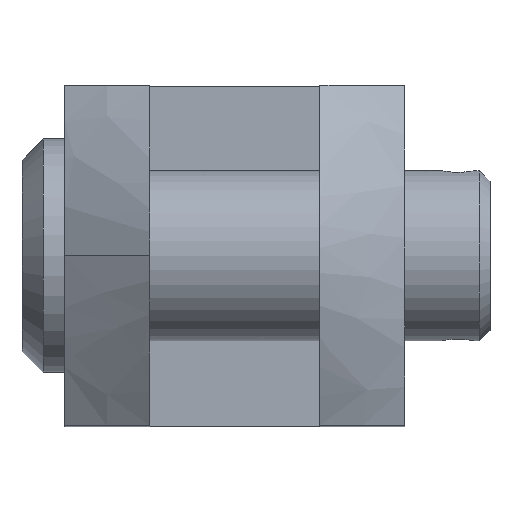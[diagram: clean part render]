
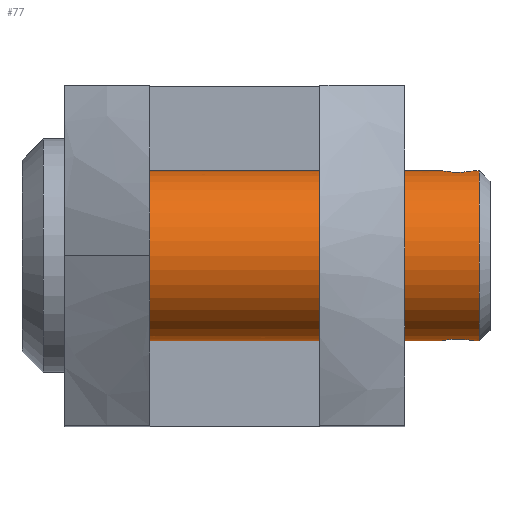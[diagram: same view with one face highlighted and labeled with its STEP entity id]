
A CAD part, top view. The second image highlights one B-rep face of the part: STEP entity #77.
In plain terms, the highlighted cylindrical face has radius 8 mm (diameter 16 mm), a partial arc.
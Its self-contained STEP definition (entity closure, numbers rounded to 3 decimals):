
#10 = CARTESIAN_POINT ( 'NONE',  ( 60.333, 54.723, 66.925 ) ) ;
#12 = CARTESIAN_POINT ( 'NONE',  ( 58.382, 70.581, 65.526 ) ) ;
#18 = CARTESIAN_POINT ( 'NONE',  ( 59.432, 70.445, 66.895 ) ) ;
#22 = CARTESIAN_POINT ( 'NONE',  ( 59.831, 70.43, 66.974 ) ) ;
#24 = CARTESIAN_POINT ( 'NONE',  ( 59.243, 54.703, 66.817 ) ) ;
#55 = DIRECTION ( 'NONE',  ( 0., 1., 0. ) ) ;
#62 = CARTESIAN_POINT ( 'NONE',  ( 18.932, 70.581, 65.424 ) ) ;
#76 = DIRECTION ( 'NONE',  ( -1., 0., 0. ) ) ;
#77 = ADVANCED_FACE ( 'NONE', ( #340 ), #1455, .T. ) ;
#105 = LINE ( 'NONE', #1473, #1888 ) ;
#129 = CARTESIAN_POINT ( 'NONE',  ( 61.482, 70.581, 65.527 ) ) ;
#135 = B_SPLINE_CURVE_WITH_KNOTS ( 'NONE', 3,
 ( #902, #129, #1855, #1091, #476, #309, #1567, #624, #158, #959, #1863, #951, #485, #22, #1561, #1094, #18, #468, #1550, #633, #947, #146, #1706, #490, #1402, #641, #12, #1722 ),
 .UNSPECIFIED., .F., .F.,
 ( 4, 2, 2, 2, 2, 2, 2, 2, 2, 2, 2, 2, 2, 4 ),
 ( 0., 0., 0.001, 0.001, 0.001, 0.002, 0.002, 0.003, 0.003, 0.004, 0.004, 0.004, 0.005, 0.005 ),
 .UNSPECIFIED. ) ;
#146 = CARTESIAN_POINT ( 'NONE',  ( 58.587, 70.544, 66.203 ) ) ;
#158 = CARTESIAN_POINT ( 'NONE',  ( 61.099, 70.516, 66.449 ) ) ;
#171 = CARTESIAN_POINT ( 'NONE',  ( 60.708, 54.695, 66.77 ) ) ;
#226 = DIRECTION ( 'NONE',  ( 0., 1., 0. ) ) ;
#268 = ORIENTED_EDGE ( 'NONE', *, *, #1404, .F. ) ;
#288 = ORIENTED_EDGE ( 'NONE', *, *, #1433, .T. ) ;
#307 = CARTESIAN_POINT ( 'NONE',  ( 59.726, 54.733, 66.974 ) ) ;
#309 = CARTESIAN_POINT ( 'NONE',  ( 61.324, 70.552, 66.113 ) ) ;
#322 = CARTESIAN_POINT ( 'NONE',  ( 61.17, 54.637, 66.379 ) ) ;
#340 = FACE_OUTER_BOUND ( 'NONE', #1582, .T. ) ;
#342 = VECTOR ( 'NONE', #1924, 1000. ) ;
#381 = CARTESIAN_POINT ( 'NONE',  ( 22.932, 62.581, 65.424 ) ) ;
#383 = EDGE_CURVE ( 'NONE', #1857, #594, #940, .T. ) ;
#390 = DIRECTION ( 'NONE',  ( -1., 0., 0. ) ) ;
#394 = VERTEX_POINT ( 'NONE', #1250 ) ;
#430 = CARTESIAN_POINT ( 'NONE',  ( 58.382, 54.581, 65.424 ) ) ;
#448 = AXIS2_PLACEMENT_3D ( 'NONE', #381, #1021, #226 ) ;
#464 = CARTESIAN_POINT ( 'NONE',  ( 61.932, 70.581, 65.424 ) ) ;
#468 = CARTESIAN_POINT ( 'NONE',  ( 59.15, 70.466, 66.778 ) ) ;
#472 = ORIENTED_EDGE ( 'NONE', *, *, #1394, .T. ) ;
#474 = CARTESIAN_POINT ( 'NONE',  ( 59.525, 54.725, 66.934 ) ) ;
#476 = CARTESIAN_POINT ( 'NONE',  ( 61.402, 70.566, 65.925 ) ) ;
#485 = CARTESIAN_POINT ( 'NONE',  ( 60.135, 70.43, 66.974 ) ) ;
#487 = DIRECTION ( 'NONE',  ( -1., 0., 0. ) ) ;
#488 = CARTESIAN_POINT ( 'NONE',  ( 58.577, 54.617, 66.204 ) ) ;
#490 = CARTESIAN_POINT ( 'NONE',  ( 58.461, 70.566, 65.924 ) ) ;
#494 = CARTESIAN_POINT ( 'NONE',  ( 61.44, 54.59, 65.833 ) ) ;
#594 = VERTEX_POINT ( 'NONE', #1700 ) ;
#624 = CARTESIAN_POINT ( 'NONE',  ( 61.164, 70.526, 66.37 ) ) ;
#633 = CARTESIAN_POINT ( 'NONE',  ( 58.764, 70.516, 66.448 ) ) ;
#641 = CARTESIAN_POINT ( 'NONE',  ( 58.392, 70.579, 65.629 ) ) ;
#739 = VERTEX_POINT ( 'NONE', #777 ) ;
#768 = VERTEX_POINT ( 'NONE', #1761 ) ;
#777 = CARTESIAN_POINT ( 'NONE',  ( 22.932, 54.581, 65.424 ) ) ;
#790 = VERTEX_POINT ( 'NONE', #1453 ) ;
#797 = CARTESIAN_POINT ( 'NONE',  ( 58.382, 54.581, 65.424 ) ) ;
#835 = CARTESIAN_POINT ( 'NONE',  ( 61.285, 54.618, 66.206 ) ) ;
#862 = ORIENTED_EDGE ( 'NONE', *, *, #383, .T. ) ;
#866 = ORIENTED_EDGE ( 'NONE', *, *, #1058, .F. ) ;
#902 = CARTESIAN_POINT ( 'NONE',  ( 61.482, 70.581, 65.424 ) ) ;
#939 = CARTESIAN_POINT ( 'NONE',  ( 61.482, 54.581, 65.63 ) ) ;
#940 = B_SPLINE_CURVE_WITH_KNOTS ( 'NONE', 3,
 ( #797, #1746, #1566, #488, #945, #1271, #955, #1242, #24, #474, #307, #1110, #1428, #10, #1558, #1422, #171, #1548, #1578, #322, #835, #494, #939, #1405 ),
 .UNSPECIFIED., .F., .F.,
 ( 4, 2, 2, 2, 2, 2, 2, 2, 2, 2, 2, 4 ),
 ( 0.005, 0.005, 0.006, 0.006, 0.007, 0.007, 0.008, 0.008, 0.008, 0.008, 0.009, 0.01 ),
 .UNSPECIFIED. ) ;
#945 = CARTESIAN_POINT ( 'NONE',  ( 58.692, 54.637, 66.377 ) ) ;
#947 = CARTESIAN_POINT ( 'NONE',  ( 58.7, 70.526, 66.37 ) ) ;
#951 = CARTESIAN_POINT ( 'NONE',  ( 60.339, 70.438, 66.933 ) ) ;
#955 = CARTESIAN_POINT ( 'NONE',  ( 58.986, 54.677, 66.657 ) ) ;
#959 = CARTESIAN_POINT ( 'NONE',  ( 60.885, 70.486, 66.663 ) ) ;
#978 = CIRCLE ( 'NONE', #1372, 8. ) ;
#1018 = EDGE_CURVE ( 'NONE', #1466, #594, #105, .T. ) ;
#1021 = DIRECTION ( 'NONE',  ( -1., 0., 0. ) ) ;
#1048 = DIRECTION ( 'NONE',  ( 0., 1., 0. ) ) ;
#1058 = EDGE_CURVE ( 'NONE', #739, #790, #1563, .T. ) ;
#1091 = CARTESIAN_POINT ( 'NONE',  ( 61.432, 70.572, 65.826 ) ) ;
#1094 = CARTESIAN_POINT ( 'NONE',  ( 59.529, 70.44, 66.925 ) ) ;
#1110 = CARTESIAN_POINT ( 'NONE',  ( 60.033, 54.733, 66.974 ) ) ;
#1201 = VERTEX_POINT ( 'NONE', #464 ) ;
#1242 = CARTESIAN_POINT ( 'NONE',  ( 59.154, 54.695, 66.769 ) ) ;
#1250 = CARTESIAN_POINT ( 'NONE',  ( 61.482, 70.581, 65.424 ) ) ;
#1268 = VECTOR ( 'NONE', #487, 1000. ) ;
#1271 = CARTESIAN_POINT ( 'NONE',  ( 58.907, 54.667, 66.591 ) ) ;
#1275 = EDGE_CURVE ( 'NONE', #1201, #394, #1460, .T. ) ;
#1303 = CARTESIAN_POINT ( 'NONE',  ( 61.932, 62.581, 65.424 ) ) ;
#1309 = ORIENTED_EDGE ( 'NONE', *, *, #1607, .T. ) ;
#1331 = DIRECTION ( 'NONE',  ( -1., 0., 0. ) ) ;
#1372 = AXIS2_PLACEMENT_3D ( 'NONE', #1303, #1483, #1048 ) ;
#1394 = EDGE_CURVE ( 'NONE', #1466, #1201, #978, .T. ) ;
#1402 = CARTESIAN_POINT ( 'NONE',  ( 58.432, 70.572, 65.828 ) ) ;
#1404 = EDGE_CURVE ( 'NONE', #1857, #739, #1809, .T. ) ;
#1405 = CARTESIAN_POINT ( 'NONE',  ( 61.482, 54.581, 65.424 ) ) ;
#1422 = CARTESIAN_POINT ( 'NONE',  ( 60.619, 54.704, 66.817 ) ) ;
#1428 = CARTESIAN_POINT ( 'NONE',  ( 60.134, 54.731, 66.964 ) ) ;
#1433 = EDGE_CURVE ( 'NONE', #768, #790, #1534, .T. ) ;
#1453 = CARTESIAN_POINT ( 'NONE',  ( 22.932, 70.581, 65.424 ) ) ;
#1455 = CYLINDRICAL_SURFACE ( 'NONE', #1983, 8. ) ;
#1460 = LINE ( 'NONE', #1577, #1268 ) ;
#1466 = VERTEX_POINT ( 'NONE', #1492 ) ;
#1473 = CARTESIAN_POINT ( 'NONE',  ( 18.932, 54.581, 65.424 ) ) ;
#1483 = DIRECTION ( 'NONE',  ( -1., 0., 0. ) ) ;
#1492 = CARTESIAN_POINT ( 'NONE',  ( 61.932, 54.581, 65.424 ) ) ;
#1534 = LINE ( 'NONE', #62, #1653 ) ;
#1548 = CARTESIAN_POINT ( 'NONE',  ( 60.876, 54.677, 66.657 ) ) ;
#1550 = CARTESIAN_POINT ( 'NONE',  ( 58.98, 70.486, 66.664 ) ) ;
#1558 = CARTESIAN_POINT ( 'NONE',  ( 60.432, 54.718, 66.895 ) ) ;
#1561 = CARTESIAN_POINT ( 'NONE',  ( 59.728, 70.432, 66.964 ) ) ;
#1563 = CIRCLE ( 'NONE', #448, 8. ) ;
#1566 = CARTESIAN_POINT ( 'NONE',  ( 58.423, 54.59, 65.831 ) ) ;
#1567 = CARTESIAN_POINT ( 'NONE',  ( 61.277, 70.544, 66.202 ) ) ;
#1577 = CARTESIAN_POINT ( 'NONE',  ( 18.932, 70.581, 65.424 ) ) ;
#1578 = CARTESIAN_POINT ( 'NONE',  ( 60.956, 54.667, 66.592 ) ) ;
#1582 = EDGE_LOOP ( 'NONE', ( #1635, #472, #1837, #1309, #288, #866, #268, #862 ) ) ;
#1607 = EDGE_CURVE ( 'NONE', #394, #768, #135, .T. ) ;
#1635 = ORIENTED_EDGE ( 'NONE', *, *, #1018, .F. ) ;
#1653 = VECTOR ( 'NONE', #1331, 1000. ) ;
#1700 = CARTESIAN_POINT ( 'NONE',  ( 61.482, 54.581, 65.424 ) ) ;
#1706 = CARTESIAN_POINT ( 'NONE',  ( 58.539, 70.552, 66.112 ) ) ;
#1722 = CARTESIAN_POINT ( 'NONE',  ( 58.382, 70.581, 65.424 ) ) ;
#1746 = CARTESIAN_POINT ( 'NONE',  ( 58.382, 54.581, 65.627 ) ) ;
#1761 = CARTESIAN_POINT ( 'NONE',  ( 58.382, 70.581, 65.424 ) ) ;
#1769 = CARTESIAN_POINT ( 'NONE',  ( 18.932, 54.581, 65.424 ) ) ;
#1809 = LINE ( 'NONE', #1769, #342 ) ;
#1837 = ORIENTED_EDGE ( 'NONE', *, *, #1275, .T. ) ;
#1855 = CARTESIAN_POINT ( 'NONE',  ( 61.472, 70.579, 65.628 ) ) ;
#1857 = VERTEX_POINT ( 'NONE', #430 ) ;
#1863 = CARTESIAN_POINT ( 'NONE',  ( 60.712, 70.466, 66.779 ) ) ;
#1888 = VECTOR ( 'NONE', #390, 1000. ) ;
#1924 = DIRECTION ( 'NONE',  ( -1., 0., 0. ) ) ;
#1932 = CARTESIAN_POINT ( 'NONE',  ( 18.932, 62.581, 65.424 ) ) ;
#1983 = AXIS2_PLACEMENT_3D ( 'NONE', #1932, #76, #55 ) ;
